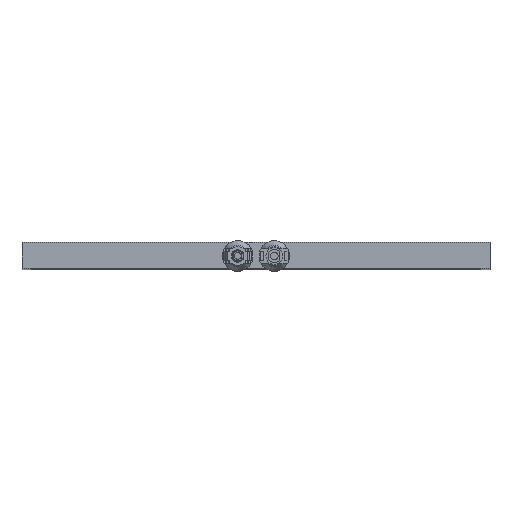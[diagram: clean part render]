
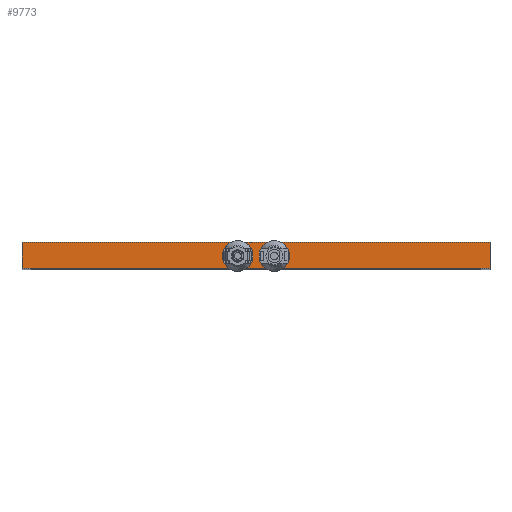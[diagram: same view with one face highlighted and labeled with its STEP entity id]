
A CAD part, top view. The second image highlights one B-rep face of the part: STEP entity #9773.
In plain terms, the highlighted planar face has unit normal (0, 0, 1).
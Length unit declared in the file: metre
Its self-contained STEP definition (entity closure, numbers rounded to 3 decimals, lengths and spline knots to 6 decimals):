
#983=LINE('',#18035,#1963);
#996=LINE('',#18086,#1976);
#999=LINE('',#18092,#1979);
#1000=LINE('',#18094,#1980);
#1963=VECTOR('',#13551,1.);
#1976=VECTOR('',#13592,1.);
#1979=VECTOR('',#13597,1.);
#1980=VECTOR('',#13598,1.);
#2813=PLANE('',#11101);
#5198=ORIENTED_EDGE('',*,*,#6633,.T.);
#5199=ORIENTED_EDGE('',*,*,#6634,.F.);
#5200=ORIENTED_EDGE('',*,*,#6630,.F.);
#5201=ORIENTED_EDGE('',*,*,#6605,.T.);
#6605=EDGE_CURVE('',#7531,#7534,#983,.T.);
#6630=EDGE_CURVE('',#7531,#7559,#996,.T.);
#6633=EDGE_CURVE('',#7534,#7561,#999,.T.);
#6634=EDGE_CURVE('',#7559,#7561,#1000,.T.);
#7531=VERTEX_POINT('',#18029);
#7534=VERTEX_POINT('',#18034);
#7559=VERTEX_POINT('',#18087);
#7561=VERTEX_POINT('',#18093);
#8432=EDGE_LOOP('',(#5198,#5199,#5200,#5201));
#9093=FACE_BOUND('',#8432,.T.);
#9773=ADVANCED_FACE('',(#9093),#2813,.T.);
#11101=AXIS2_PLACEMENT_3D('',#18091,#13595,#13596);
#13551=DIRECTION('',(-1.,0.,0.));
#13592=DIRECTION('',(0.,-1.,0.));
#13595=DIRECTION('',(0.,0.,1.));
#13596=DIRECTION('',(1.,0.,0.));
#13597=DIRECTION('',(0.,-1.,0.));
#13598=DIRECTION('',(-1.,0.,0.));
#18029=CARTESIAN_POINT('',(0.1535,0.013,0.2535));
#18034=CARTESIAN_POINT('',(-0.1535,0.013,0.2535));
#18035=CARTESIAN_POINT('',(0.,0.013,0.2535));
#18086=CARTESIAN_POINT('',(0.1535,0.,0.2535));
#18087=CARTESIAN_POINT('',(0.1535,-0.004,0.2535));
#18091=CARTESIAN_POINT('',(0.,0.,0.2535));
#18092=CARTESIAN_POINT('',(-0.1535,0.,0.2535));
#18093=CARTESIAN_POINT('',(-0.1535,-0.004,0.2535));
#18094=CARTESIAN_POINT('',(0.,-0.004,0.2535));
